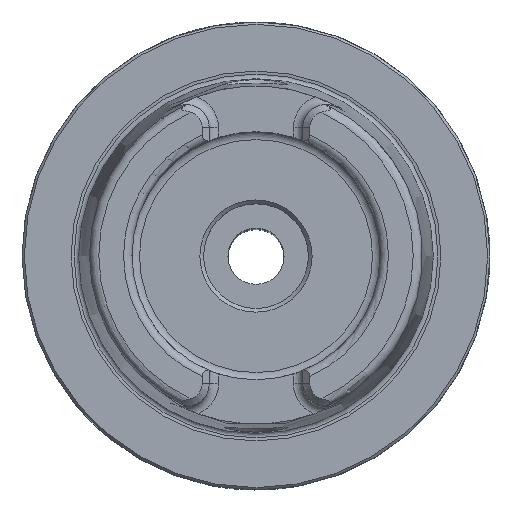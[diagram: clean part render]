
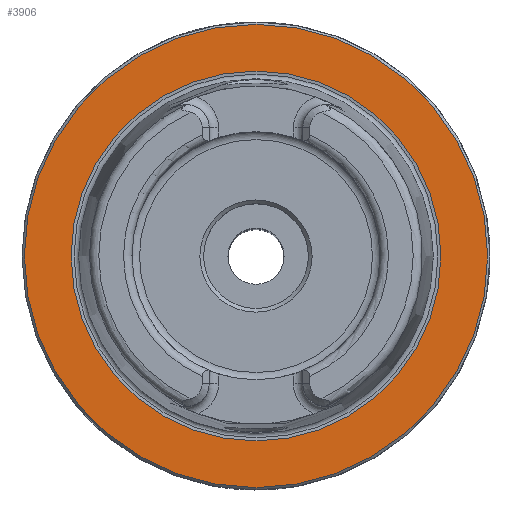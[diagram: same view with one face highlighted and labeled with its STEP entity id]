
A CAD part, top view. The second image highlights one B-rep face of the part: STEP entity #3906.
In plain terms, the highlighted planar face has unit normal (0, 0, 1).
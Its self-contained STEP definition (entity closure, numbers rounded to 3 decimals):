
#311=PLANE('',#4189);
#617=ORIENTED_EDGE('',*,*,#1224,.T.);
#618=ORIENTED_EDGE('',*,*,#1225,.F.);
#1224=EDGE_CURVE('',#1543,#1543,#1739,.T.);
#1225=EDGE_CURVE('',#1544,#1544,#1740,.T.);
#1543=VERTEX_POINT('',#5929);
#1544=VERTEX_POINT('',#5932);
#1739=CIRCLE('',#4188,49.5);
#1740=CIRCLE('',#4190,39.511);
#1955=EDGE_LOOP('',(#617));
#1956=EDGE_LOOP('',(#618));
#2265=FACE_BOUND('',#1955,.T.);
#2266=FACE_BOUND('',#1956,.T.);
#3906=ADVANCED_FACE('',(#2265,#2266),#311,.T.);
#4188=AXIS2_PLACEMENT_3D('',#5928,#4726,#4727);
#4189=AXIS2_PLACEMENT_3D('',#5930,#4728,#4729);
#4190=AXIS2_PLACEMENT_3D('',#5931,#4730,#4731);
#4726=DIRECTION('',(0.,0.,1.));
#4727=DIRECTION('',(1.,0.,0.));
#4728=DIRECTION('',(0.,0.,1.));
#4729=DIRECTION('',(1.,0.,0.));
#4730=DIRECTION('',(0.,0.,1.));
#4731=DIRECTION('',(1.,0.,0.));
#5928=CARTESIAN_POINT('',(0.,0.,160.));
#5929=CARTESIAN_POINT('',(49.5,0.,160.));
#5930=CARTESIAN_POINT('',(49.5,0.,160.));
#5931=CARTESIAN_POINT('',(0.,0.,160.));
#5932=CARTESIAN_POINT('',(39.511,0.,160.));
